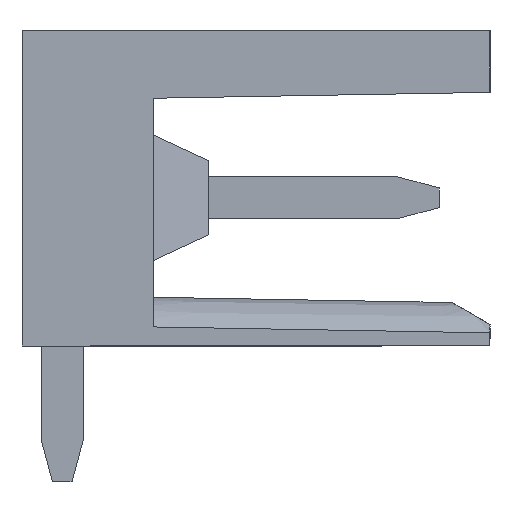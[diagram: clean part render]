
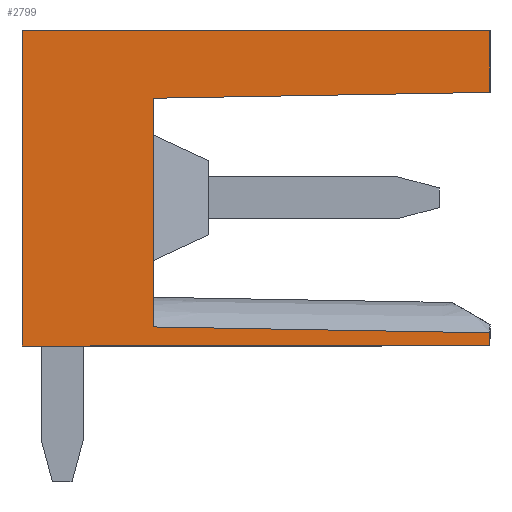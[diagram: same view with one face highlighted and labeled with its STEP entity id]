
A CAD part, left-side view. The second image highlights one B-rep face of the part: STEP entity #2799.
In plain terms, the highlighted planar face has unit normal (-1, 0, 0).
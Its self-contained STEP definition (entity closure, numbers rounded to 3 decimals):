
#2756=AXIS2_PLACEMENT_3D('Plane Axis2P3D',#2753,#2754,#2755) ;
#344=CARTESIAN_POINT('Vertex',(0.,11.05,10.65)) ;
#347=CARTESIAN_POINT('Line Origine',(0.,5.525,10.65)) ;
#351=CARTESIAN_POINT('Vertex',(0.,0.,10.65)) ;
#1221=CARTESIAN_POINT('Vertex',(0.,7.95,9.05)) ;
#1224=CARTESIAN_POINT('Line Origine',(0.,7.95,6.35)) ;
#1228=CARTESIAN_POINT('Vertex',(0.,7.95,3.65)) ;
#2238=CARTESIAN_POINT('Vertex',(0.,11.05,3.2)) ;
#2241=CARTESIAN_POINT('Line Origine',(0.,11.05,6.925)) ;
#2753=CARTESIAN_POINT('Axis2P3D Location',(0.,0.,0.)) ;
#2758=CARTESIAN_POINT('Line Origine',(0.,0.,9.919)) ;
#2762=CARTESIAN_POINT('Vertex',(0.,0.,9.189)) ;
#2765=CARTESIAN_POINT('Line Origine',(0.,5.525,3.2)) ;
#2769=CARTESIAN_POINT('Vertex',(0.,0.,3.2)) ;
#2772=CARTESIAN_POINT('Line Origine',(0.,0.,3.356)) ;
#2776=CARTESIAN_POINT('Vertex',(0.,0.,3.511)) ;
#2779=CARTESIAN_POINT('Line Origine',(0.,3.975,3.581)) ;
#2784=CARTESIAN_POINT('Line Origine',(0.,3.975,9.119)) ;
#348=DIRECTION('Vector Direction',(0.,-1.,0.)) ;
#1225=DIRECTION('Vector Direction',(0.,0.,1.)) ;
#2242=DIRECTION('Vector Direction',(0.,0.,1.)) ;
#2754=DIRECTION('Axis2P3D Direction',(-1.,0.,0.)) ;
#2755=DIRECTION('Axis2P3D XDirection',(0.,-1.,0.)) ;
#2759=DIRECTION('Vector Direction',(0.,0.,-1.)) ;
#2766=DIRECTION('Vector Direction',(0.,1.,0.)) ;
#2773=DIRECTION('Vector Direction',(0.,0.,-1.)) ;
#2780=DIRECTION('Vector Direction',(0.,1.,0.017)) ;
#2785=DIRECTION('Vector Direction',(0.,1.,-0.017)) ;
#349=VECTOR('Line Direction',#348,1.) ;
#1226=VECTOR('Line Direction',#1225,1.) ;
#2243=VECTOR('Line Direction',#2242,1.) ;
#2760=VECTOR('Line Direction',#2759,1.) ;
#2767=VECTOR('Line Direction',#2766,1.) ;
#2774=VECTOR('Line Direction',#2773,1.) ;
#2781=VECTOR('Line Direction',#2780,1.) ;
#2786=VECTOR('Line Direction',#2785,1.) ;
#2790=ORIENTED_EDGE('',*,*,#2764,.T.) ;
#2791=ORIENTED_EDGE('',*,*,#353,.T.) ;
#2792=ORIENTED_EDGE('',*,*,#2245,.T.) ;
#2793=ORIENTED_EDGE('',*,*,#2771,.T.) ;
#2794=ORIENTED_EDGE('',*,*,#2778,.T.) ;
#2795=ORIENTED_EDGE('',*,*,#2783,.F.) ;
#2796=ORIENTED_EDGE('',*,*,#1230,.F.) ;
#2797=ORIENTED_EDGE('',*,*,#2788,.F.) ;
#2799=ADVANCED_FACE('HOUSING',(#2798),#2757,.T.) ;
#353=EDGE_CURVE('',#352,#345,#350,.F.) ;
#1230=EDGE_CURVE('',#1222,#1229,#1227,.F.) ;
#2245=EDGE_CURVE('',#345,#2239,#2244,.F.) ;
#2764=EDGE_CURVE('',#2763,#352,#2761,.F.) ;
#2771=EDGE_CURVE('',#2239,#2770,#2768,.F.) ;
#2778=EDGE_CURVE('',#2770,#2777,#2775,.F.) ;
#2783=EDGE_CURVE('',#1229,#2777,#2782,.F.) ;
#2788=EDGE_CURVE('',#2763,#1222,#2787,.T.) ;
#2789=EDGE_LOOP('',(#2790,#2791,#2792,#2793,#2794,#2795,#2796,#2797)) ;
#2798=FACE_OUTER_BOUND('',#2789,.T.) ;
#350=LINE('Line',#347,#349) ;
#1227=LINE('Line',#1224,#1226) ;
#2244=LINE('Line',#2241,#2243) ;
#2761=LINE('Line',#2758,#2760) ;
#2768=LINE('Line',#2765,#2767) ;
#2775=LINE('Line',#2772,#2774) ;
#2782=LINE('Line',#2779,#2781) ;
#2787=LINE('Line',#2784,#2786) ;
#2757=PLANE('',#2756) ;
#345=VERTEX_POINT('',#344) ;
#352=VERTEX_POINT('',#351) ;
#1222=VERTEX_POINT('',#1221) ;
#1229=VERTEX_POINT('',#1228) ;
#2239=VERTEX_POINT('',#2238) ;
#2763=VERTEX_POINT('',#2762) ;
#2770=VERTEX_POINT('',#2769) ;
#2777=VERTEX_POINT('',#2776) ;
